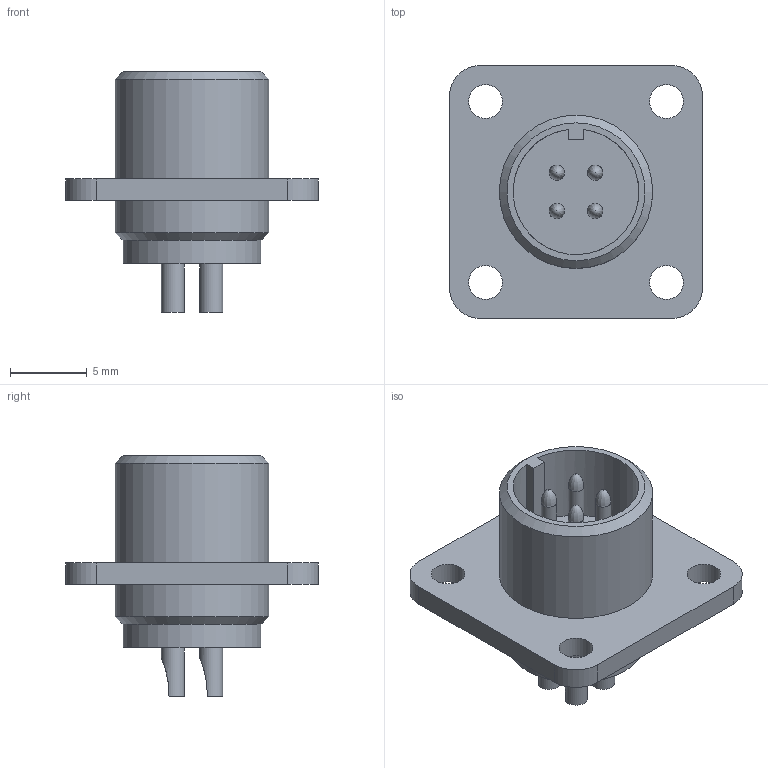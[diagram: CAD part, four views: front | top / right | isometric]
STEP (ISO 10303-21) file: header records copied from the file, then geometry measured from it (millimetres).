
FILE_DESCRIPTION(('STEP AP214'), '1');
FILE_NAME('Âèëêà ÐÑ4ÒÂ', '', ('UNSPECIFIED'), ('UNSPECIFIED'), 'C3D Converter', 'C3D Toolkit', '');
FILE_SCHEMA(('AUTOMOTIVE_DESIGN { 1 0 10303 214 3 1 1}'));
Length unit declared in the file: millimetre
Assembly tree (6 placements, depth 2):
  (unnamed)
    (unnamed)
    (unnamed)
    (unnamed)  x4
Bounding box: 16.5 x 16.5 x 15.7 mm (x, y, z)
Volume: 890 mm3; surface area: 1885.9 mm2
Topology: 6 solids, 6 shells, 338 faces, 953 edges, 638 vertices
Faces by surface type: plane 196, cylinder 124, cone 10, torus 4, bspline 4
Full cylindrical faces by diameter (mm): 1 x8, 1.2 x4, 1.5 x12, 2 x4, 2.2 x4, 7 x1, 8.2 x2, 9 x1, 10 x2
Entity records: 12901 total; most frequent: CARTESIAN_POINT 2118, DIRECTION 1675, ORIENTED_EDGE 1646, EDGE_CURVE 823, LINE 589, VECTOR 589, VERTEX_POINT 570, AXIS2_PLACEMENT_3D 543
